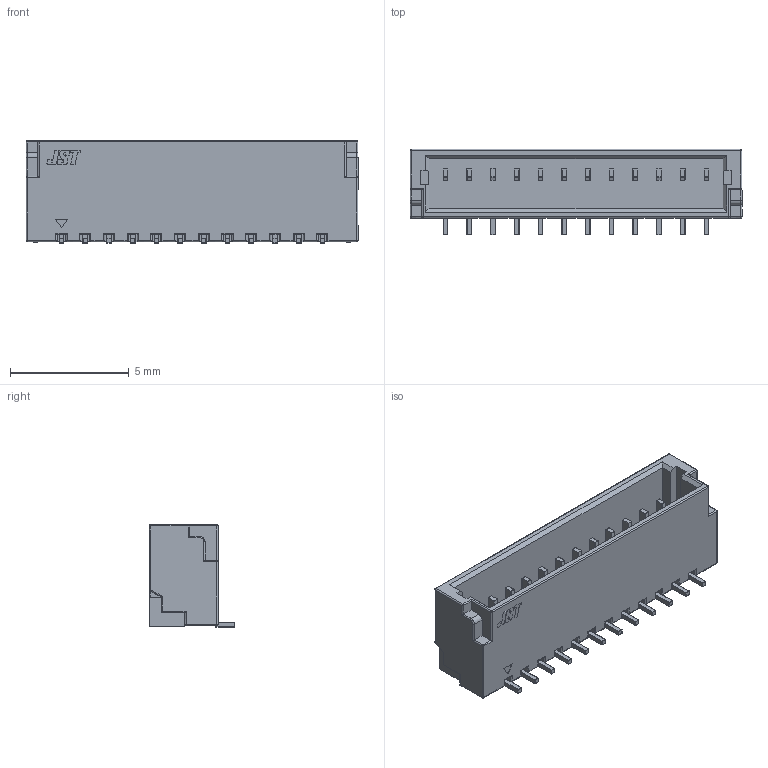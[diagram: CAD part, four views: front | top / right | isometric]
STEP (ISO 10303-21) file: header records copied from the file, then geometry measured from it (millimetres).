
FILE_DESCRIPTION(/* description */ (''),/* implementation_level */ '2;1');
FILE_NAME(/* name */ 'JST BM12B-SRSS-TBT.stp',/* time_stamp */ '2022-11-21T18:01:47+02:00',/* author */ ('AbuBakr'),/* organization */ (''),/* preprocessor_version */ 'ST-DEVELOPER v17',/* originating_system */ 'Autodesk Inventor 2019',/* authorisation */ '');
FILE_SCHEMA (('AUTOMOTIVE_DESIGN { 1 0 10303 214 3 1 1 }'));
Length unit declared in the file: millimetre
Products named in the file (8): JST BM10B-SRSS-TBT; BM10B-SRSS-TBT; 1; 2; 3; 4; Pin1_Triangle; JST
Assembly tree (7 placements, depth 3):
  JST BM10B-SRSS-TBT
    BM10B-SRSS-TBT
      1
      2
      3
      4
      Pin1_Triangle
      JST
Bounding box: 14 x 3.6 x 4.32 mm (x, y, z)
Volume: 91.5 mm3; surface area: 417.8 mm2
Topology: 31 solids, 31 shells, 972 faces, 2226 edges, 1368 vertices
Faces by surface type: cylinder 378, plane 357, sphere 148, bspline 63, torus 26
Entity records: 27438 total; most frequent: CARTESIAN_POINT 5309, DIRECTION 4603, ORIENTED_EDGE 4306, EDGE_CURVE 2153, AXIS2_PLACEMENT_3D 1646, LINE 1311, VECTOR 1311, VERTEX_POINT 1246
